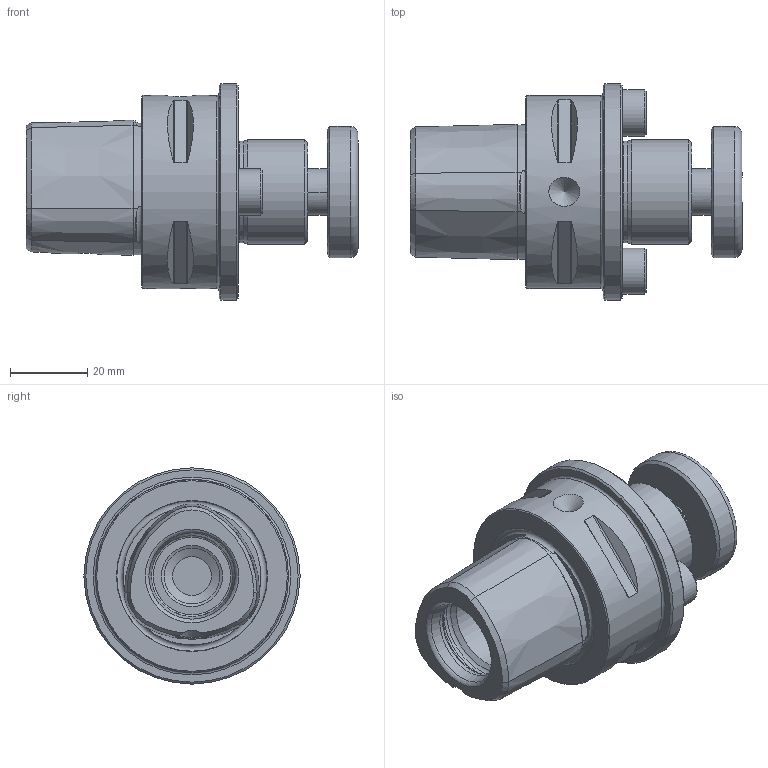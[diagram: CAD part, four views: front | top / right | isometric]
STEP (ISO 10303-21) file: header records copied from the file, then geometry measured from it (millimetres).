
FILE_DESCRIPTION( ( 'Unknown' ), '1' );
FILE_NAME( '280502710-C.stp', 'Unknown', ( 'Unknown' ), ( 'Unknown' ), 'PSStep 15.0.49', 'Unknown', ' ' );
FILE_SCHEMA( ( 'AUTOMOTIVE_DESIGN { 1 0 10303 214 1 1 1 1 }' ) );
Length unit declared in the file: millimetre
Products named in the file (6): Assem1; 0002939; 0003444; 0003388; 0010499; 0010500
Assembly tree (7 placements, depth 2):
  Assem1
    0002939
    0003444
    0003388  x2
    0010499  x2
    0010500
Bounding box: 86 x 56 x 56 mm (x, y, z)
Volume: 84450.9 mm3; surface area: 24869.5 mm2
Topology: 7 solids, 7 shells, 241 faces, 580 edges, 375 vertices
Faces by surface type: cone 88, plane 69, cylinder 64, torus 20
Full cylindrical faces by diameter (mm): 4 x1, 4.114 x2, 4.134 x2, 5.2 x2, 6.1 x2, 8.5 x2, 10 x4, 10.106 x2, 12 x4, 12.5 x1, 13 x1, 14.376 x2, 21 x2, 24 x1, 24.5 x1, 26.4 x1, 27 x1, 34 x1, 50 x1, 56 x1
Entity records: 7642 total; most frequent: CARTESIAN_POINT 1667, DIRECTION 904, ORIENTED_EDGE 762, AXIS2_PLACEMENT_3D 401, EDGE_CURVE 381, EDGE_LOOP 304, VERTEX_POINT 286, FACE_OUTER_BOUND 244
